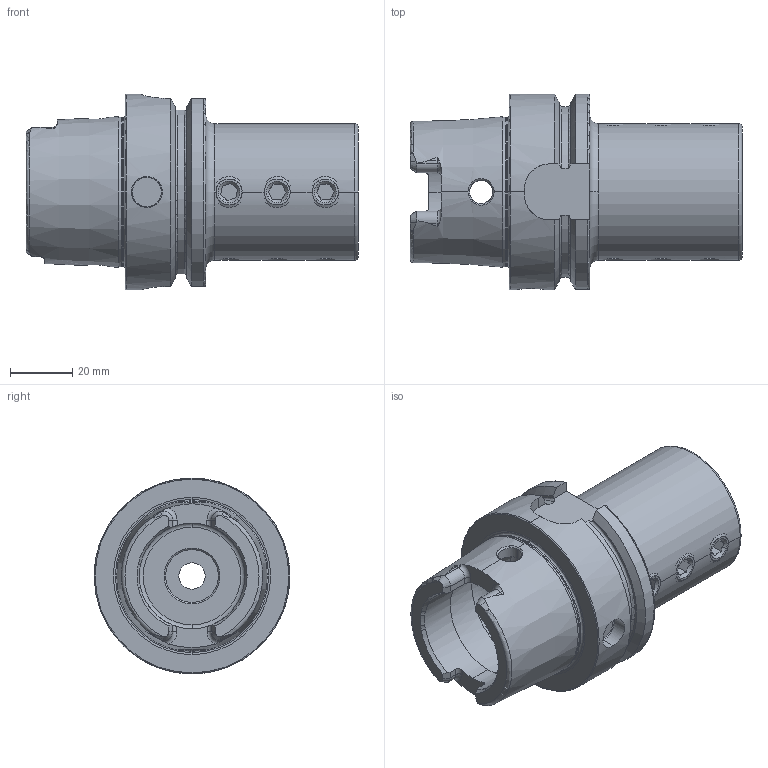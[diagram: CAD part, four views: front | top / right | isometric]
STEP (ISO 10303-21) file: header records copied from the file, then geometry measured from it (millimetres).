
FILE_DESCRIPTION (( 'STEP AP214' ), '1' );
FILE_NAME ('HA6.B20.K01.075.STEP', '2020-09-11T07:06:38', ( '' ), ( '' ), 'SwSTEP 2.0', 'SolidWorks 2017', '' );
FILE_SCHEMA (( 'AUTOMOTIVE_DESIGN' ));
Length unit declared in the file: millimetre
Products named in the file (3): ISO 4026 - M10 x 12; HA6.B20.K01.075; HA6-B20.K01.075_B_Fertigbearbeitung
Assembly tree (10 placements, depth 2):
  HA6.B20.K01.075
    HA6-B20.K01.075_B_Fertigbearbeitung
    ISO 4026 - M10 x 12  x9
Bounding box: 106.9 x 63 x 63 mm (x, y, z)
Volume: 140775.2 mm3; surface area: 39112.3 mm2
Topology: 10 solids, 10 shells, 346 faces, 892 edges, 565 vertices
Faces by surface type: plane 128, cylinder 85, cone 84, torus 37, bspline 12
Entity records: 9676 total; most frequent: CARTESIAN_POINT 4129, ORIENTED_EDGE 1176, DIRECTION 992, EDGE_CURVE 588, AXIS2_PLACEMENT_3D 400, VERTEX_POINT 373, EDGE_LOOP 225, ADVANCED_FACE 210
